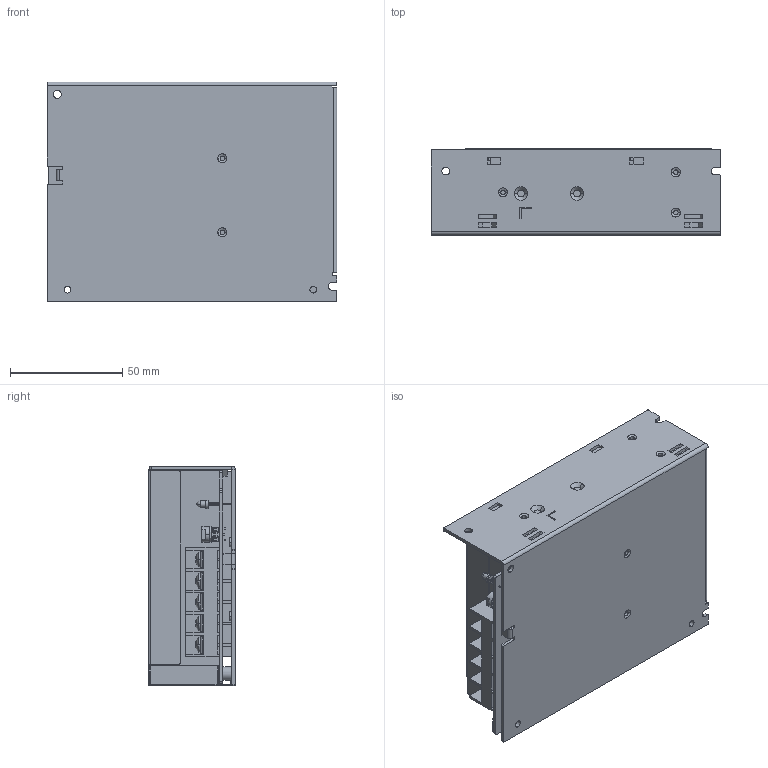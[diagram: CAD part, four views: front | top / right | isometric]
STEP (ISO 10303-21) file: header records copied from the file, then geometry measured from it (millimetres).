
FILE_DESCRIPTION (( 'STEP AP203' ), '1' );
FILE_NAME ('LS75 OUTLINE.STEP', '2022-02-17T06:44:46', ( '' ), ( '' ), 'SwSTEP 2.0', 'SolidWorks 2020', '' );
FILE_SCHEMA (( 'CONFIG_CONTROL_DESIGN' ));
Products named in the file (1): LS75 OUTLINE
Bounding box: 129 x 38.5 x 98 mm (x, y, z)
Volume: 319346.2 mm3; surface area: 106252.5 mm2
Topology: 11 solids, 11 shells, 2949 faces, 8460 edges, 5548 vertices
Faces by surface type: plane 2750, cylinder 163, torus 20, cone 14, sphere 2
Entity records: 96168 total; most frequent: CARTESIAN_POINT 17417, ORIENTED_EDGE 16916, DIRECTION 14615, EDGE_CURVE 8458, LINE 7947, VECTOR 7947, VERTEX_POINT 5548, EDGE_LOOP 3748
